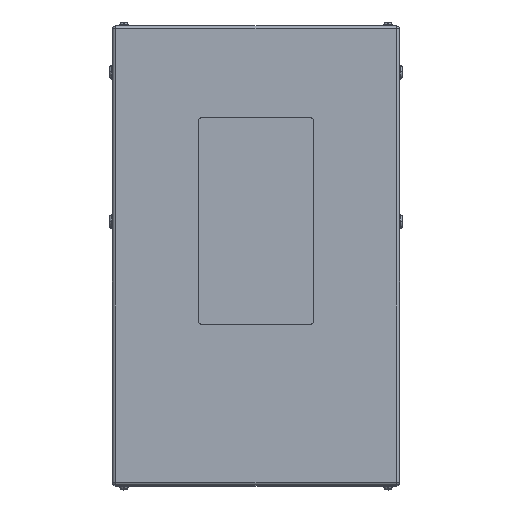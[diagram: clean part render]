
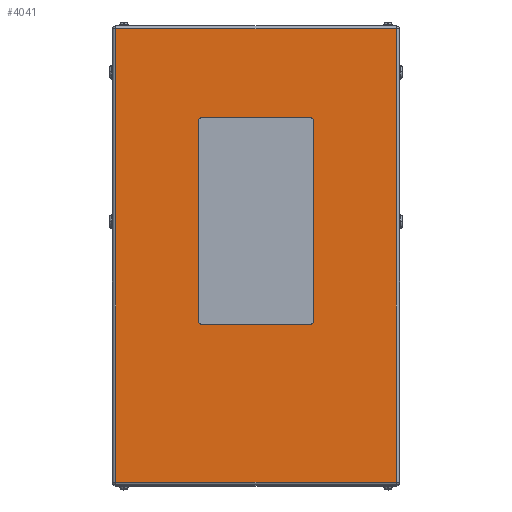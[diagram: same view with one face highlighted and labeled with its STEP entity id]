
A CAD part, top view. The second image highlights one B-rep face of the part: STEP entity #4041.
In plain terms, the highlighted planar face has unit normal (0, 0, 1).
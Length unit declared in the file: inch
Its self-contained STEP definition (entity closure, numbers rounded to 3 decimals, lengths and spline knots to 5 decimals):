
#566 = AXIS2_PLACEMENT_3D ( 'NONE', #15110, #22362, #11264 ) ;
#632 = CARTESIAN_POINT ( 'NONE',  ( 4.75, 12., 25.5 ) ) ;
#638 = ORIENTED_EDGE ( 'NONE', *, *, #2431, .F. ) ;
#940 = CARTESIAN_POINT ( 'NONE',  ( 4.75, -6., 25.5 ) ) ;
#1162 = VERTEX_POINT ( 'NONE', #21719 ) ;
#1309 = ORIENTED_EDGE ( 'NONE', *, *, #16423, .F. ) ;
#1493 = DIRECTION ( 'NONE',  ( 0., 0., 1. ) ) ;
#1616 = DIRECTION ( 'NONE',  ( -1., 0., 0. ) ) ;
#1692 = VERTEX_POINT ( 'NONE', #18255 ) ;
#1862 = EDGE_CURVE ( 'NONE', #7045, #17986, #8153, .T. ) ;
#1871 = VERTEX_POINT ( 'NONE', #15894 ) ;
#2028 = ORIENTED_EDGE ( 'NONE', *, *, #16941, .T. ) ;
#2042 = VECTOR ( 'NONE', #5563, 39.37008 ) ;
#2053 = LINE ( 'NONE', #18472, #14283 ) ;
#2132 = VERTEX_POINT ( 'NONE', #18465 ) ;
#2161 = CARTESIAN_POINT ( 'NONE',  ( 4.75, -5.75, 25.5 ) ) ;
#2431 = EDGE_CURVE ( 'NONE', #17986, #22864, #10851, .T. ) ;
#2823 = AXIS2_PLACEMENT_3D ( 'NONE', #2161, #20786, #12961 ) ;
#3338 = CARTESIAN_POINT ( 'NONE',  ( 12.234, 19.734, 25.5 ) ) ;
#3411 = VERTEX_POINT ( 'NONE', #3338 ) ;
#3550 = EDGE_CURVE ( 'NONE', #4525, #7045, #6020, .T. ) ;
#4041 = ADVANCED_FACE ( 'NONE', ( #21867, #5862 ), #12969, .F. ) ;
#4056 = CARTESIAN_POINT ( 'NONE',  ( -5., 11.75, 25.5 ) ) ;
#4176 = LINE ( 'NONE', #4056, #13539 ) ;
#4268 = CARTESIAN_POINT ( 'NONE',  ( 5., 11.75, 25.5 ) ) ;
#4345 = EDGE_CURVE ( 'NONE', #2132, #3411, #21544, .T. ) ;
#4367 = DIRECTION ( 'NONE',  ( 0., 1., 0. ) ) ;
#4525 = VERTEX_POINT ( 'NONE', #5893 ) ;
#4987 = CARTESIAN_POINT ( 'NONE',  ( -12.234, 20., 25.5 ) ) ;
#5563 = DIRECTION ( 'NONE',  ( -1., 0., 0. ) ) ;
#5862 = FACE_OUTER_BOUND ( 'NONE', #14886, .T. ) ;
#5893 = CARTESIAN_POINT ( 'NONE',  ( 5., -5.75, 25.5 ) ) ;
#6020 = LINE ( 'NONE', #4268, #6180 ) ;
#6123 = CARTESIAN_POINT ( 'NONE',  ( -5., -5.75, 25.5 ) ) ;
#6180 = VECTOR ( 'NONE', #4367, 39.37008 ) ;
#6929 = DIRECTION ( 'NONE',  ( 0., 1., 0. ) ) ;
#7045 = VERTEX_POINT ( 'NONE', #9412 ) ;
#7570 = DIRECTION ( 'NONE',  ( 1., 0., 0. ) ) ;
#7737 = VECTOR ( 'NONE', #6929, 39.37008 ) ;
#7759 = CARTESIAN_POINT ( 'NONE',  ( 12.5, 19.734, 25.5 ) ) ;
#7916 = EDGE_CURVE ( 'NONE', #3411, #1162, #18428, .T. ) ;
#8153 = CIRCLE ( 'NONE', #21985, 0.25 ) ;
#8272 = DIRECTION ( 'NONE',  ( -1., 0., 0. ) ) ;
#9412 = CARTESIAN_POINT ( 'NONE',  ( 5., 11.75, 25.5 ) ) ;
#9783 = VECTOR ( 'NONE', #22923, 39.37008 ) ;
#10111 = VERTEX_POINT ( 'NONE', #940 ) ;
#10285 = CARTESIAN_POINT ( 'NONE',  ( -4.75, -6., 25.5 ) ) ;
#10535 = VERTEX_POINT ( 'NONE', #6123 ) ;
#10851 = LINE ( 'NONE', #19299, #14409 ) ;
#10967 = CIRCLE ( 'NONE', #15858, 0.25 ) ;
#11264 = DIRECTION ( 'NONE',  ( 1., 0., 0. ) ) ;
#12008 = ORIENTED_EDGE ( 'NONE', *, *, #18152, .F. ) ;
#12832 = CARTESIAN_POINT ( 'NONE',  ( -4.75, -5.75, 25.5 ) ) ;
#12865 = EDGE_CURVE ( 'NONE', #1871, #2132, #2053, .T. ) ;
#12956 = AXIS2_PLACEMENT_3D ( 'NONE', #14959, #20590, #17055 ) ;
#12961 = DIRECTION ( 'NONE',  ( 1., 0., 0. ) ) ;
#12969 = PLANE ( 'NONE',  #12956 ) ;
#13410 = ORIENTED_EDGE ( 'NONE', *, *, #16877, .F. ) ;
#13539 = VECTOR ( 'NONE', #20325, 39.37008 ) ;
#13790 = LINE ( 'NONE', #10285, #9783 ) ;
#14030 = ORIENTED_EDGE ( 'NONE', *, *, #12865, .T. ) ;
#14047 = CARTESIAN_POINT ( 'NONE',  ( 12.234, 20., 25.5 ) ) ;
#14283 = VECTOR ( 'NONE', #7570, 39.37008 ) ;
#14409 = VECTOR ( 'NONE', #1616, 39.37008 ) ;
#14445 = EDGE_CURVE ( 'NONE', #10535, #22801, #10967, .T. ) ;
#14474 = DIRECTION ( 'NONE',  ( 0., 0., 1. ) ) ;
#14681 = VECTOR ( 'NONE', #16917, 39.37008 ) ;
#14886 = EDGE_LOOP ( 'NONE', ( #2028, #14030, #20202, #19182 ) ) ;
#14959 = CARTESIAN_POINT ( 'NONE',  ( 12.5, 20., 25.5 ) ) ;
#15110 = CARTESIAN_POINT ( 'NONE',  ( -4.75, 11.75, 25.5 ) ) ;
#15448 = CARTESIAN_POINT ( 'NONE',  ( -4.75, 12., 25.5 ) ) ;
#15762 = EDGE_CURVE ( 'NONE', #10111, #4525, #20800, .T. ) ;
#15858 = AXIS2_PLACEMENT_3D ( 'NONE', #12832, #14474, #18231 ) ;
#15894 = CARTESIAN_POINT ( 'NONE',  ( -12.234, -19.734, 25.5 ) ) ;
#16277 = ORIENTED_EDGE ( 'NONE', *, *, #1862, .F. ) ;
#16414 = ORIENTED_EDGE ( 'NONE', *, *, #3550, .F. ) ;
#16423 = EDGE_CURVE ( 'NONE', #22801, #10111, #13790, .T. ) ;
#16877 = EDGE_CURVE ( 'NONE', #1692, #10535, #4176, .T. ) ;
#16917 = DIRECTION ( 'NONE',  ( 0., -1., 0. ) ) ;
#16941 = EDGE_CURVE ( 'NONE', #1162, #1871, #20997, .T. ) ;
#17055 = DIRECTION ( 'NONE',  ( -1., 0., 0. ) ) ;
#17986 = VERTEX_POINT ( 'NONE', #632 ) ;
#18152 = EDGE_CURVE ( 'NONE', #22864, #1692, #20766, .T. ) ;
#18231 = DIRECTION ( 'NONE',  ( 1., 0., 0. ) ) ;
#18255 = CARTESIAN_POINT ( 'NONE',  ( -5., 11.75, 25.5 ) ) ;
#18428 = LINE ( 'NONE', #7759, #2042 ) ;
#18448 = ORIENTED_EDGE ( 'NONE', *, *, #15762, .F. ) ;
#18465 = CARTESIAN_POINT ( 'NONE',  ( 12.234, -19.734, 25.5 ) ) ;
#18472 = CARTESIAN_POINT ( 'NONE',  ( 12.234, -19.734, 25.5 ) ) ;
#18648 = EDGE_LOOP ( 'NONE', ( #1309, #20910, #13410, #12008, #638, #16277, #16414, #18448 ) ) ;
#19182 = ORIENTED_EDGE ( 'NONE', *, *, #7916, .T. ) ;
#19299 = CARTESIAN_POINT ( 'NONE',  ( -4.75, 12., 25.5 ) ) ;
#20019 = CARTESIAN_POINT ( 'NONE',  ( -4.75, -6., 25.5 ) ) ;
#20202 = ORIENTED_EDGE ( 'NONE', *, *, #4345, .T. ) ;
#20325 = DIRECTION ( 'NONE',  ( 0., -1., 0. ) ) ;
#20590 = DIRECTION ( 'NONE',  ( 0., 0., -1. ) ) ;
#20709 = CARTESIAN_POINT ( 'NONE',  ( 4.75, 11.75, 25.5 ) ) ;
#20766 = CIRCLE ( 'NONE', #566, 0.25 ) ;
#20786 = DIRECTION ( 'NONE',  ( 0., 0., 1. ) ) ;
#20800 = CIRCLE ( 'NONE', #2823, 0.25 ) ;
#20910 = ORIENTED_EDGE ( 'NONE', *, *, #14445, .F. ) ;
#20997 = LINE ( 'NONE', #4987, #14681 ) ;
#21544 = LINE ( 'NONE', #14047, #7737 ) ;
#21719 = CARTESIAN_POINT ( 'NONE',  ( -12.234, 19.734, 25.5 ) ) ;
#21867 = FACE_BOUND ( 'NONE', #18648, .T. ) ;
#21985 = AXIS2_PLACEMENT_3D ( 'NONE', #20709, #1493, #8272 ) ;
#22362 = DIRECTION ( 'NONE',  ( 0., 0., 1. ) ) ;
#22801 = VERTEX_POINT ( 'NONE', #20019 ) ;
#22864 = VERTEX_POINT ( 'NONE', #15448 ) ;
#22923 = DIRECTION ( 'NONE',  ( 1., 0., 0. ) ) ;
